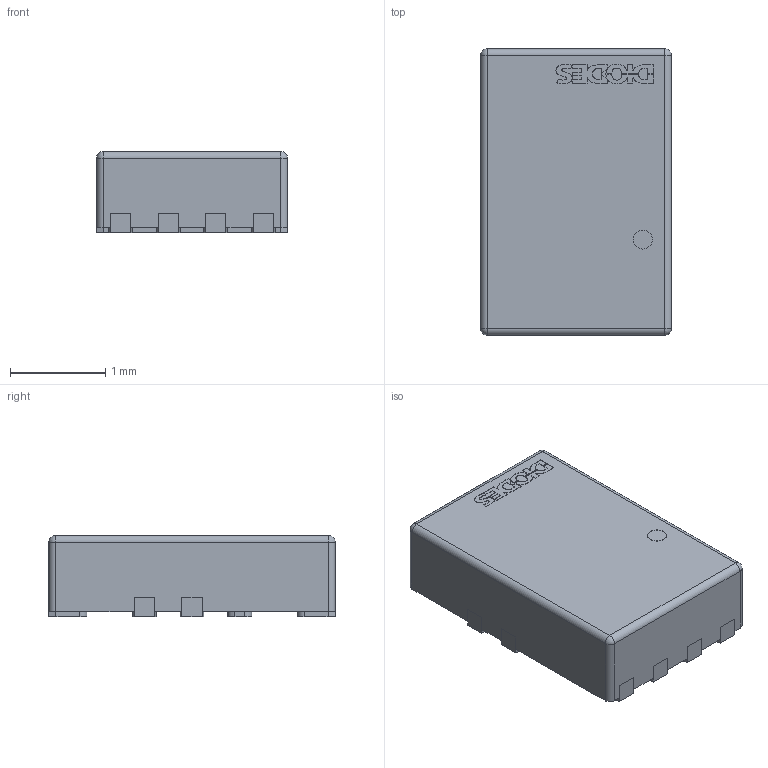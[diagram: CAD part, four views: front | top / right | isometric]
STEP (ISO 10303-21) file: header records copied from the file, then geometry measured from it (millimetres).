
FILE_DESCRIPTION(/* description */ (''),/* implementation_level */ '2;1');
FILE_NAME(/* name */ 'Diodes Inc. AP62600SJ-7.stp',/* time_stamp */ '2021-07-22T13:47:52-04:00',/* author */ ('Alx'),/* organization */ (''),/* preprocessor_version */ 'ST-DEVELOPER v18.1',/* originating_system */ 'Autodesk Inventor 2021',/* authorisation */ '');
FILE_SCHEMA (('AUTOMOTIVE_DESIGN { 1 0 10303 214 3 1 1 }'));
Length unit declared in the file: millimetre
Products named in the file (5): Ensamblaje5; Ensamblaje4; Pieza3; Pieza4; Pieza5
Assembly tree (4 placements, depth 3):
  Ensamblaje5
    Ensamblaje4
      Pieza3
      Pieza4
      Pieza5
Bounding box: 2 x 3 x 0.85 mm (x, y, z)
Volume: 4.9 mm3; surface area: 29.5 mm2
Topology: 18 solids, 18 shells, 363 faces, 971 edges, 644 vertices
Faces by surface type: plane 234, bspline 68, cylinder 57, sphere 4
Full cylindrical faces by diameter (mm): 0.2 x1
Entity records: 11727 total; most frequent: CARTESIAN_POINT 2727, ORIENTED_EDGE 1942, DIRECTION 1647, EDGE_CURVE 971, LINE 719, VECTOR 719, VERTEX_POINT 644, AXIS2_PLACEMENT_3D 464
